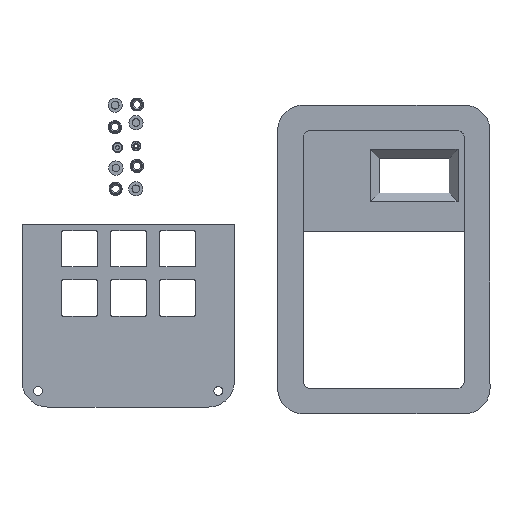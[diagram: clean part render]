
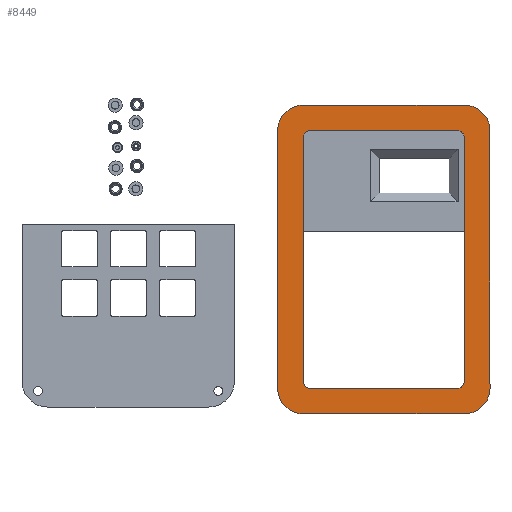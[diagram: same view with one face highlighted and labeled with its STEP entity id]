
A CAD part, top view. The second image highlights one B-rep face of the part: STEP entity #8449.
In plain terms, the highlighted planar face has unit normal (0, 0, 1).
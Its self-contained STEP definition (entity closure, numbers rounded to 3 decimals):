
#808=FACE_BOUND('',#2897,.T.);
#1303=LINE('',#23547,#1787);
#1315=LINE('',#23575,#1799);
#1319=LINE('',#23585,#1803);
#1332=LINE('',#23609,#1816);
#1343=LINE('',#23632,#1827);
#1344=LINE('',#23637,#1828);
#1345=LINE('',#23641,#1829);
#1346=LINE('',#23645,#1830);
#1787=VECTOR('',#10671,10.);
#1799=VECTOR('',#10691,10.);
#1803=VECTOR('',#10701,10.);
#1816=VECTOR('',#10726,10.);
#1827=VECTOR('',#10755,10.);
#1828=VECTOR('',#10760,10.);
#1829=VECTOR('',#10765,10.);
#1830=VECTOR('',#10768,10.);
#2387=FACE_OUTER_BOUND('',#2896,.T.);
#2896=EDGE_LOOP('',(#7493,#7494,#7495,#7496,#7497,#7498,#7499,#7500));
#2897=EDGE_LOOP('',(#7501,#7502,#7503,#7504,#7505,#7506,#7507,#7508));
#3187=CIRCLE('',#9136,2.5);
#3188=CIRCLE('',#9139,2.5);
#3189=CIRCLE('',#9153,10.);
#3190=CIRCLE('',#9154,10.);
#3191=CIRCLE('',#9155,10.);
#3192=CIRCLE('',#9156,10.);
#3193=CIRCLE('',#9157,2.5);
#3194=CIRCLE('',#9158,2.5);
#3929=VERTEX_POINT('',#23544);
#3930=VERTEX_POINT('',#23546);
#3941=VERTEX_POINT('',#23572);
#3942=VERTEX_POINT('',#23574);
#3943=VERTEX_POINT('',#23578);
#3944=VERTEX_POINT('',#23579);
#3945=VERTEX_POINT('',#23584);
#3949=VERTEX_POINT('',#23606);
#3950=VERTEX_POINT('',#23608);
#3952=VERTEX_POINT('',#23630);
#3953=VERTEX_POINT('',#23631);
#3954=VERTEX_POINT('',#23634);
#3955=VERTEX_POINT('',#23636);
#3956=VERTEX_POINT('',#23640);
#3957=VERTEX_POINT('',#23642);
#3958=VERTEX_POINT('',#23644);
#5118=EDGE_CURVE('',#3930,#3929,#1303,.T.);
#5132=EDGE_CURVE('',#3942,#3941,#1315,.F.);
#5134=EDGE_CURVE('',#3943,#3944,#3187,.F.);
#5137=EDGE_CURVE('',#3945,#3943,#1319,.F.);
#5139=EDGE_CURVE('',#3941,#3945,#3188,.F.);
#5151=EDGE_CURVE('',#3950,#3949,#1332,.T.);
#5162=EDGE_CURVE('',#3952,#3953,#1343,.T.);
#5163=EDGE_CURVE('',#3953,#3930,#3189,.T.);
#5164=EDGE_CURVE('',#3929,#3954,#3190,.T.);
#5165=EDGE_CURVE('',#3954,#3955,#1344,.T.);
#5166=EDGE_CURVE('',#3955,#3950,#3191,.T.);
#5167=EDGE_CURVE('',#3949,#3952,#3192,.T.);
#5168=EDGE_CURVE('',#3944,#3956,#1345,.T.);
#5169=EDGE_CURVE('',#3956,#3957,#3193,.T.);
#5170=EDGE_CURVE('',#3957,#3958,#1346,.T.);
#5171=EDGE_CURVE('',#3958,#3942,#3194,.T.);
#7493=ORIENTED_EDGE('',*,*,#5162,.T.);
#7494=ORIENTED_EDGE('',*,*,#5163,.T.);
#7495=ORIENTED_EDGE('',*,*,#5118,.T.);
#7496=ORIENTED_EDGE('',*,*,#5164,.T.);
#7497=ORIENTED_EDGE('',*,*,#5165,.T.);
#7498=ORIENTED_EDGE('',*,*,#5166,.T.);
#7499=ORIENTED_EDGE('',*,*,#5151,.T.);
#7500=ORIENTED_EDGE('',*,*,#5167,.T.);
#7501=ORIENTED_EDGE('',*,*,#5168,.T.);
#7502=ORIENTED_EDGE('',*,*,#5169,.T.);
#7503=ORIENTED_EDGE('',*,*,#5170,.T.);
#7504=ORIENTED_EDGE('',*,*,#5171,.T.);
#7505=ORIENTED_EDGE('',*,*,#5132,.T.);
#7506=ORIENTED_EDGE('',*,*,#5139,.T.);
#7507=ORIENTED_EDGE('',*,*,#5137,.T.);
#7508=ORIENTED_EDGE('',*,*,#5134,.T.);
#7997=PLANE('',#9152);
#8449=ADVANCED_FACE('',(#2387,#808),#7997,.T.);
#9136=AXIS2_PLACEMENT_3D('',#23580,#10695,#10696);
#9139=AXIS2_PLACEMENT_3D('',#23588,#10705,#10706);
#9152=AXIS2_PLACEMENT_3D('',#23629,#10753,#10754);
#9153=AXIS2_PLACEMENT_3D('',#23633,#10756,#10757);
#9154=AXIS2_PLACEMENT_3D('',#23635,#10758,#10759);
#9155=AXIS2_PLACEMENT_3D('',#23638,#10761,#10762);
#9156=AXIS2_PLACEMENT_3D('',#23639,#10763,#10764);
#9157=AXIS2_PLACEMENT_3D('',#23643,#10766,#10767);
#9158=AXIS2_PLACEMENT_3D('',#23646,#10769,#10770);
#10671=DIRECTION('',(-1.,0.,0.));
#10691=DIRECTION('',(0.,-1.,0.));
#10695=DIRECTION('center_axis',(0.,0.,1.));
#10696=DIRECTION('ref_axis',(1.,0.,0.));
#10701=DIRECTION('',(-1.,0.,0.));
#10705=DIRECTION('center_axis',(0.,0.,1.));
#10706=DIRECTION('ref_axis',(0.,1.,0.));
#10726=DIRECTION('',(1.,0.,0.));
#10753=DIRECTION('center_axis',(0.,0.,1.));
#10754=DIRECTION('ref_axis',(1.,0.,0.));
#10755=DIRECTION('',(0.,1.,0.));
#10756=DIRECTION('center_axis',(0.,0.,1.));
#10757=DIRECTION('ref_axis',(1.,0.,0.));
#10758=DIRECTION('center_axis',(0.,0.,1.));
#10759=DIRECTION('ref_axis',(0.,1.,0.));
#10760=DIRECTION('',(0.,-1.,0.));
#10761=DIRECTION('center_axis',(0.,0.,1.));
#10762=DIRECTION('ref_axis',(-1.,0.,0.));
#10763=DIRECTION('center_axis',(0.,0.,1.));
#10764=DIRECTION('ref_axis',(0.,-1.,0.));
#10765=DIRECTION('',(0.,-1.,0.));
#10766=DIRECTION('center_axis',(0.,0.,-1.));
#10767=DIRECTION('ref_axis',(0.,-1.,0.));
#10768=DIRECTION('',(-1.,0.,0.));
#10769=DIRECTION('center_axis',(0.,0.,-1.));
#10770=DIRECTION('ref_axis',(-1.,0.,0.));
#23544=CARTESIAN_POINT('',(0.,110.,29.6));
#23546=CARTESIAN_POINT('',(62.5,110.,29.6));
#23547=CARTESIAN_POINT('',(46.875,110.,29.6));
#23572=CARTESIAN_POINT('',(0.,97.5,29.6));
#23574=CARTESIAN_POINT('',(0.,2.5,29.6));
#23575=CARTESIAN_POINT('',(0.,44.,29.6));
#23578=CARTESIAN_POINT('',(60.,100.,29.6));
#23579=CARTESIAN_POINT('',(62.5,97.5,29.6));
#23580=CARTESIAN_POINT('Origin',(60.,97.5,29.6));
#23584=CARTESIAN_POINT('',(2.5,100.,29.6));
#23585=CARTESIAN_POINT('',(16.875,100.,29.6));
#23588=CARTESIAN_POINT('Origin',(2.5,97.5,29.6));
#23606=CARTESIAN_POINT('',(62.5,-10.,29.6));
#23608=CARTESIAN_POINT('',(0.,-10.,29.6));
#23609=CARTESIAN_POINT('',(15.625,-10.,29.6));
#23629=CARTESIAN_POINT('Origin',(31.25,85.5,29.6));
#23630=CARTESIAN_POINT('',(72.5,0.,29.6));
#23631=CARTESIAN_POINT('',(72.5,100.,29.6));
#23632=CARTESIAN_POINT('',(72.5,73.25,29.6));
#23633=CARTESIAN_POINT('Origin',(62.5,100.,29.6));
#23634=CARTESIAN_POINT('',(-10.,100.,29.6));
#23635=CARTESIAN_POINT('Origin',(0.,100.,
29.6));
#23636=CARTESIAN_POINT('',(-10.,0.,29.6));
#23637=CARTESIAN_POINT('',(-10.,92.75,29.6));
#23638=CARTESIAN_POINT('Origin',(0.,0.,
29.6));
#23639=CARTESIAN_POINT('Origin',(62.5,0.,29.6));
#23640=CARTESIAN_POINT('',(62.5,2.5,29.6));
#23641=CARTESIAN_POINT('',(62.5,73.25,29.6));
#23642=CARTESIAN_POINT('',(60.,0.,29.6));
#23643=CARTESIAN_POINT('Origin',(60.,2.5,29.6));
#23644=CARTESIAN_POINT('',(2.5,0.,29.6));
#23645=CARTESIAN_POINT('',(45.625,0.,29.6));
#23646=CARTESIAN_POINT('Origin',(2.5,2.5,29.6));
